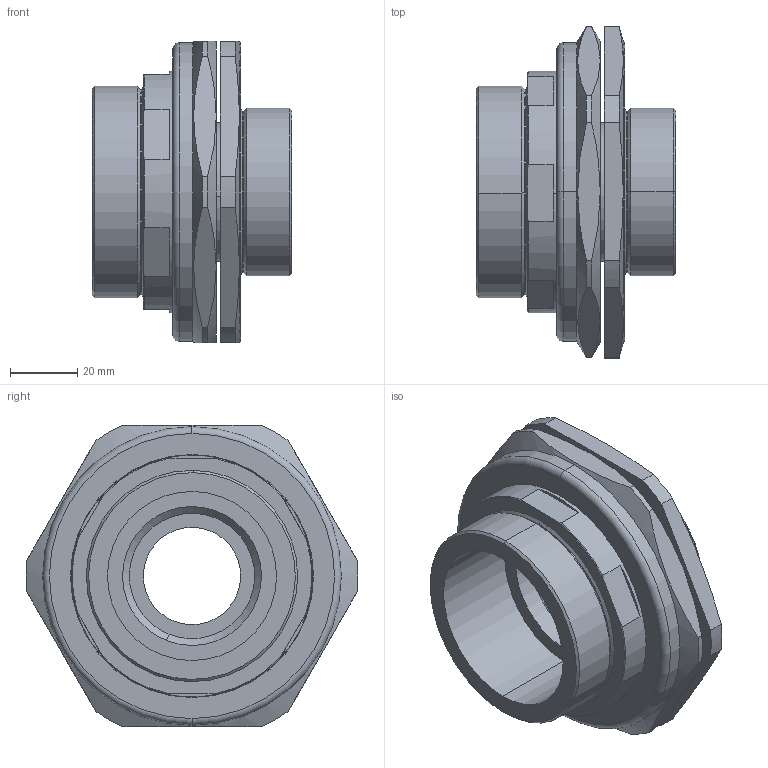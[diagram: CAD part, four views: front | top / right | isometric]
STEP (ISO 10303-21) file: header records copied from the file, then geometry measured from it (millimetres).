
FILE_DESCRIPTION (( 'STEP AP203' ), '1' );
FILE_NAME ('PX780REXDM6MM7M.STEP', '2019-06-11T13:34:32', ( '' ), ( '' ), 'SwSTEP 2.0', 'SolidWorks 2017', '' );
FILE_SCHEMA (( 'CONFIG_CONTROL_DESIGN' ));
Length unit declared in the file: millimetre
Products named in the file (1): PX780REXDM6MM7M
Bounding box: 59.52 x 98.95 x 90 mm (x, y, z)
Surface area: 41429.4 mm2 (no closed solid volume)
Topology: 0 solids, 7 shells, 111 faces, 278 edges, 178 vertices
Faces by surface type: cylinder 38, cone 36, plane 35, torus 2
Entity records: 3573 total; most frequent: CARTESIAN_POINT 812, DIRECTION 596, ORIENTED_EDGE 528, EDGE_CURVE 278, AXIS2_PLACEMENT_3D 246, VERTEX_POINT 178, CIRCLE 134, EDGE_LOOP 122
